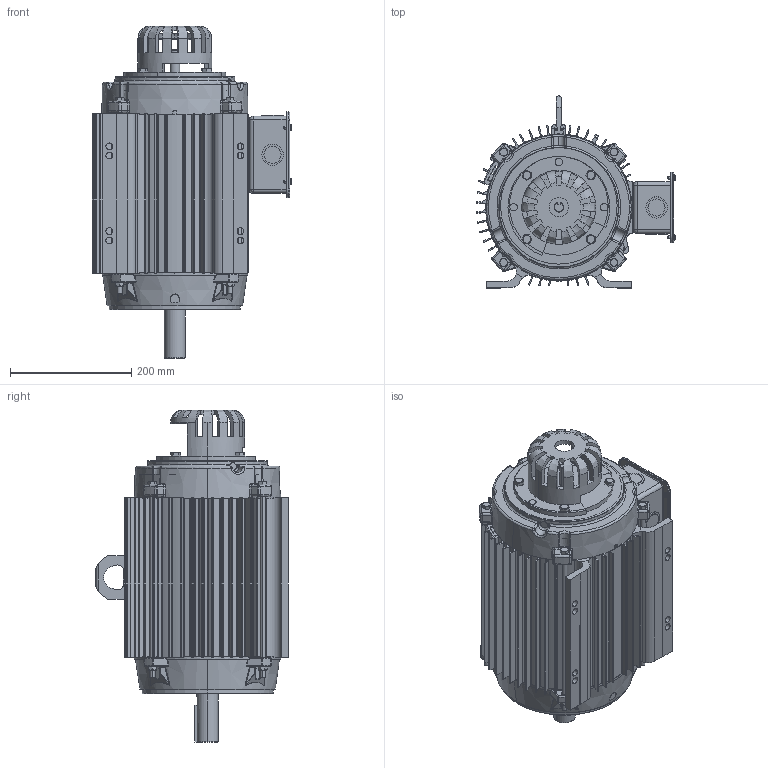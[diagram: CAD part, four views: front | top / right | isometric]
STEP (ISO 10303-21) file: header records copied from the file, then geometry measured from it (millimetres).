
FILE_DESCRIPTION (( 'STEP AP214' ), '1' );
FILE_NAME ('SS330105-1025_RevA.S r1a Ext1 C R1C wo only encodr 1.STEP', '2022-01-25T21:52:50', ( '' ), ( '' ), 'SwSTEP 2.0', 'SolidWorks 2017', '' );
FILE_SCHEMA (( 'AUTOMOTIVE_DESIGN' ));
Length unit declared in the file: inch
Products named in the file (1): SS330105-1025_RevA.S r1a Ext1 C R1C wo only encodr 1
Bounding box: 329.1 x 316.37 x 546.91 mm (x, y, z)
Volume: 6746141.8 mm3; surface area: 1711780.7 mm2
Topology: 28 solids, 28 shells, 3766 faces, 9953 edges, 6077 vertices
Faces by surface type: bspline 1182, cylinder 1060, plane 1044, cone 480
Entity records: 162887 total; most frequent: CARTESIAN_POINT 78451, ORIENTED_EDGE 19496, DIRECTION 15579, EDGE_CURVE 9748, AXIS2_PLACEMENT_3D 6146, VERTEX_POINT 6077, EDGE_LOOP 3967, FACE_OUTER_BOUND 3766
